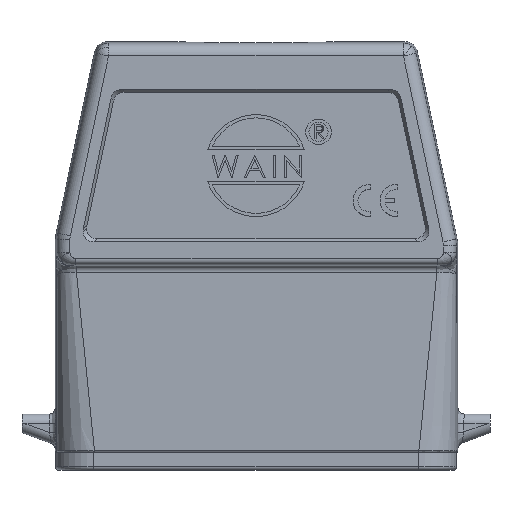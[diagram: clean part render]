
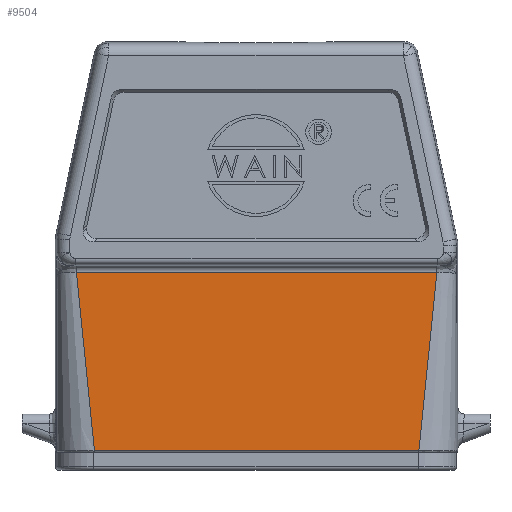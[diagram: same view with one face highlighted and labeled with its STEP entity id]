
A CAD part, top view. The second image highlights one B-rep face of the part: STEP entity #9504.
In plain terms, the highlighted planar face has unit normal (0, 0, 1).
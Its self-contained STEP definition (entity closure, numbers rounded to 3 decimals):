
#200=CARTESIAN_POINT('',(-25.377,6.561,14.75));
#238=DIRECTION('',(1.,0.,0.));
#239=VECTOR('',#238,56.612);
#240=CARTESIAN_POINT('',(-28.203,34.519,14.75));
#241=LINE('',#240,#239);
#647=DIRECTION('',(0.101,-0.995,0.));
#648=VECTOR('',#647,28.101);
#649=CARTESIAN_POINT('',(-28.203,34.519,14.75));
#650=LINE('',#649,#648);
#651=DIRECTION('',(0.101,0.995,0.));
#652=VECTOR('',#651,28.101);
#653=CARTESIAN_POINT('',(25.582,6.561,14.75));
#654=LINE('',#653,#652);
#655=DIRECTION('',(-1.,0.,0.));
#656=VECTOR('',#655,50.959);
#657=CARTESIAN_POINT('',(25.582,6.561,14.75));
#658=LINE('',#657,#656);
#7245=VERTEX_POINT('',#200);
#7246=CARTESIAN_POINT('',(-28.203,34.519,14.75));
#7247=VERTEX_POINT('',#7246);
#7250=CARTESIAN_POINT('',(25.582,6.561,14.75));
#7251=VERTEX_POINT('',#7250);
#7252=CARTESIAN_POINT('',(28.409,34.519,14.75));
#7253=VERTEX_POINT('',#7252);
#9492=CARTESIAN_POINT('',(-31.5,6.261,14.75));
#9493=DIRECTION('',(0.,0.,1.));
#9494=DIRECTION('',(1.,0.,0.));
#9495=AXIS2_PLACEMENT_3D('',#9492,#9493,#9494);
#9496=PLANE('',#9495);
#9497=ORIENTED_EDGE('',*,*,#8752,.F.);
#9498=ORIENTED_EDGE('',*,*,#8824,.T.);
#9499=ORIENTED_EDGE('',*,*,#9478,.F.);
#9501=ORIENTED_EDGE('',*,*,#9500,.T.);
#9502=EDGE_LOOP('',(#9497,#9498,#9499,#9501));
#9503=FACE_OUTER_BOUND('',#9502,.F.);
#9504=ADVANCED_FACE('',(#9503),#9496,.T.);
#8752=EDGE_CURVE('',#7247,#7245,#650,.T.);
#8824=EDGE_CURVE('',#7247,#7253,#241,.T.);
#9478=EDGE_CURVE('',#7251,#7253,#654,.T.);
#9500=EDGE_CURVE('',#7251,#7245,#658,.T.);
